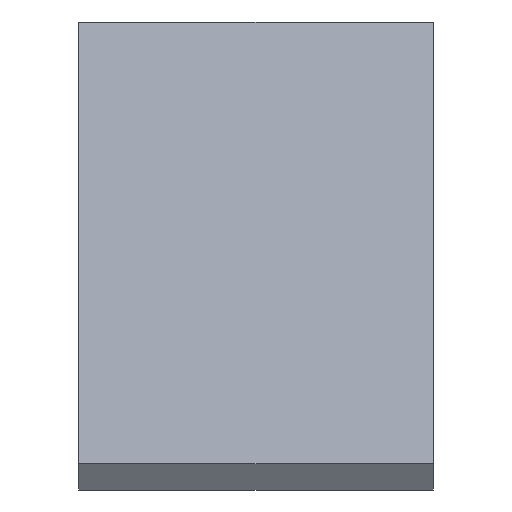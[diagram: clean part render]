
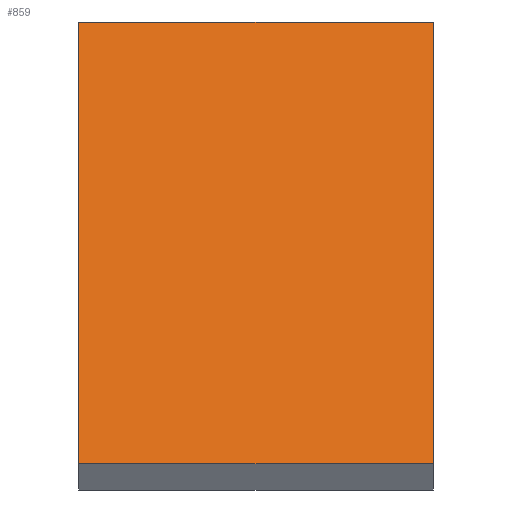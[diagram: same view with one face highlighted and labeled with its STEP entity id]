
A CAD part, top view. The second image highlights one B-rep face of the part: STEP entity #859.
In plain terms, the highlighted planar face has unit normal (0, 0.259, 0.966).
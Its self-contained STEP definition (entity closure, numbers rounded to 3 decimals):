
#3 = EDGE_CURVE ( 'NONE', #465, #204, #46, .T. ) ;
#46 = LINE ( 'NONE', #486, #182 ) ;
#77 = AXIS2_PLACEMENT_3D ( 'NONE', #917, #333, #341 ) ;
#84 = CARTESIAN_POINT ( 'NONE',  ( 19.363, 122.248, -23.526 ) ) ;
#138 = VECTOR ( 'NONE', #373, 1000. ) ;
#161 = CARTESIAN_POINT ( 'NONE',  ( -19.363, 73.952, -10.585 ) ) ;
#163 = VERTEX_POINT ( 'NONE', #863 ) ;
#182 = VECTOR ( 'NONE', #397, 1000. ) ;
#183 = CARTESIAN_POINT ( 'NONE',  ( 19.363, 73.952, -10.585 ) ) ;
#204 = VERTEX_POINT ( 'NONE', #209 ) ;
#208 = LINE ( 'NONE', #290, #719 ) ;
#209 = CARTESIAN_POINT ( 'NONE',  ( 19.363, 122.248, -23.526 ) ) ;
#261 = PLANE ( 'NONE',  #77 ) ;
#273 = EDGE_CURVE ( 'NONE', #204, #163, #667, .T. ) ;
#275 = ORIENTED_EDGE ( 'NONE', *, *, #273, .T. ) ;
#290 = CARTESIAN_POINT ( 'NONE',  ( -19.363, 73.952, -10.585 ) ) ;
#309 = ORIENTED_EDGE ( 'NONE', *, *, #535, .F. ) ;
#333 = DIRECTION ( 'NONE',  ( 0., 0.259, 0.966 ) ) ;
#341 = DIRECTION ( 'NONE',  ( 0., -0.966, 0.259 ) ) ;
#353 = EDGE_LOOP ( 'NONE', ( #309, #740, #404, #275 ) ) ;
#373 = DIRECTION ( 'NONE',  ( -1., 0., 0. ) ) ;
#378 = DIRECTION ( 'NONE',  ( -1., 0., 0. ) ) ;
#397 = DIRECTION ( 'NONE',  ( 0., 0.966, -0.259 ) ) ;
#404 = ORIENTED_EDGE ( 'NONE', *, *, #3, .T. ) ;
#430 = VERTEX_POINT ( 'NONE', #161 ) ;
#449 = VECTOR ( 'NONE', #378, 1000. ) ;
#459 = LINE ( 'NONE', #611, #138 ) ;
#465 = VERTEX_POINT ( 'NONE', #183 ) ;
#486 = CARTESIAN_POINT ( 'NONE',  ( 19.363, 73.952, -10.585 ) ) ;
#501 = DIRECTION ( 'NONE',  ( 0., 0.966, -0.259 ) ) ;
#535 = EDGE_CURVE ( 'NONE', #430, #163, #208, .T. ) ;
#611 = CARTESIAN_POINT ( 'NONE',  ( 19.363, 73.952, -10.585 ) ) ;
#665 = EDGE_CURVE ( 'NONE', #465, #430, #459, .T. ) ;
#667 = LINE ( 'NONE', #84, #449 ) ;
#711 = FACE_OUTER_BOUND ( 'NONE', #353, .T. ) ;
#719 = VECTOR ( 'NONE', #501, 1000. ) ;
#740 = ORIENTED_EDGE ( 'NONE', *, *, #665, .F. ) ;
#859 = ADVANCED_FACE ( 'NONE', ( #711 ), #261, .T. ) ;
#863 = CARTESIAN_POINT ( 'NONE',  ( -19.363, 122.248, -23.526 ) ) ;
#917 = CARTESIAN_POINT ( 'NONE',  ( 19.363, 73.952, -10.585 ) ) ;
